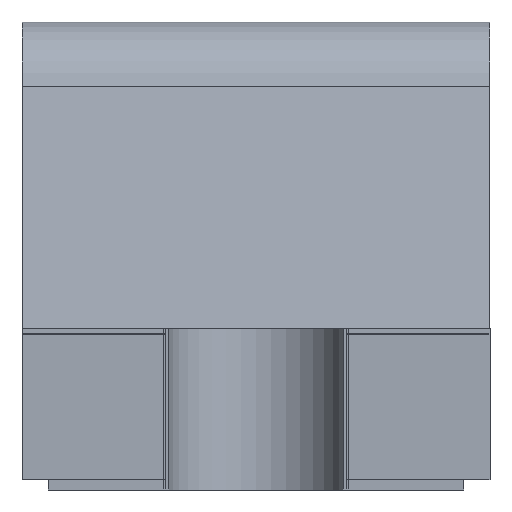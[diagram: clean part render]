
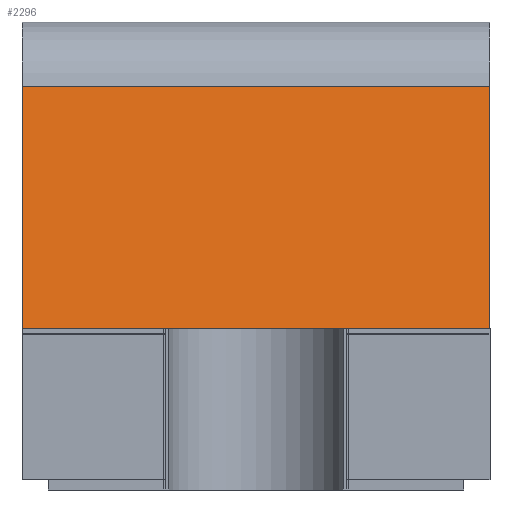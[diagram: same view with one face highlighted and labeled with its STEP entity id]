
A CAD part, front view. The second image highlights one B-rep face of the part: STEP entity #2296.
In plain terms, the highlighted planar face has unit normal (0, -0.985, 0.174).
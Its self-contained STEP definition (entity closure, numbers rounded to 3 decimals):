
#53 = ORIENTED_EDGE ( 'NONE', *, *, #2095, .F. ) ;
#60 = VERTEX_POINT ( 'NONE', #2343 ) ;
#149 = VERTEX_POINT ( 'NONE', #2461 ) ;
#214 = CARTESIAN_POINT ( 'NONE',  ( 0.45, -0.491, 0.776 ) ) ;
#388 = CARTESIAN_POINT ( 'NONE',  ( -0.45, -0.491, 0.776 ) ) ;
#467 = DIRECTION ( 'NONE',  ( 0., -0.174, -0.985 ) ) ;
#775 = EDGE_CURVE ( 'NONE', #2521, #3103, #1913, .T. ) ;
#777 = FACE_OUTER_BOUND ( 'NONE', #1377, .T. ) ;
#878 = VECTOR ( 'NONE', #467, 1000. ) ;
#1032 = VECTOR ( 'NONE', #2367, 1000. ) ;
#1133 = VECTOR ( 'NONE', #1700, 1000. ) ;
#1135 = CARTESIAN_POINT ( 'NONE',  ( -0.45, -0.491, 0.776 ) ) ;
#1207 = ORIENTED_EDGE ( 'NONE', *, *, #1329, .F. ) ;
#1281 = DIRECTION ( 'NONE',  ( 0., 0.174, 0.985 ) ) ;
#1329 = EDGE_CURVE ( 'NONE', #3103, #60, #2752, .T. ) ;
#1367 = DIRECTION ( 'NONE',  ( 0., 0.174, 0.985 ) ) ;
#1377 = EDGE_LOOP ( 'NONE', ( #1527, #1207, #1944, #53 ) ) ;
#1527 = ORIENTED_EDGE ( 'NONE', *, *, #2814, .T. ) ;
#1610 = PLANE ( 'NONE',  #2034 ) ;
#1700 = DIRECTION ( 'NONE',  ( 1., 0., 0. ) ) ;
#1737 = VECTOR ( 'NONE', #1281, 1000. ) ;
#1913 = LINE ( 'NONE', #388, #1032 ) ;
#1944 = ORIENTED_EDGE ( 'NONE', *, *, #775, .F. ) ;
#2034 = AXIS2_PLACEMENT_3D ( 'NONE', #1135, #2844, #1367 ) ;
#2043 = CARTESIAN_POINT ( 'NONE',  ( 0.45, -0.491, 0.776 ) ) ;
#2095 = EDGE_CURVE ( 'NONE', #149, #2521, #2389, .T. ) ;
#2296 = ADVANCED_FACE ( 'NONE', ( #777 ), #1610, .F. ) ;
#2343 = CARTESIAN_POINT ( 'NONE',  ( 0.45, -0.575, 0.3 ) ) ;
#2367 = DIRECTION ( 'NONE',  ( 1., 0., 0. ) ) ;
#2389 = LINE ( 'NONE', #3010, #1737 ) ;
#2461 = CARTESIAN_POINT ( 'NONE',  ( -0.45, -0.575, 0.3 ) ) ;
#2521 = VERTEX_POINT ( 'NONE', #2792 ) ;
#2752 = LINE ( 'NONE', #214, #878 ) ;
#2792 = CARTESIAN_POINT ( 'NONE',  ( -0.45, -0.491, 0.776 ) ) ;
#2814 = EDGE_CURVE ( 'NONE', #149, #60, #3014, .T. ) ;
#2844 = DIRECTION ( 'NONE',  ( 0., 0.985, -0.174 ) ) ;
#3010 = CARTESIAN_POINT ( 'NONE',  ( -0.45, -0.575, 0.3 ) ) ;
#3014 = LINE ( 'NONE', #3169, #1133 ) ;
#3103 = VERTEX_POINT ( 'NONE', #2043 ) ;
#3169 = CARTESIAN_POINT ( 'NONE',  ( -0.45, -0.575, 0.3 ) ) ;
